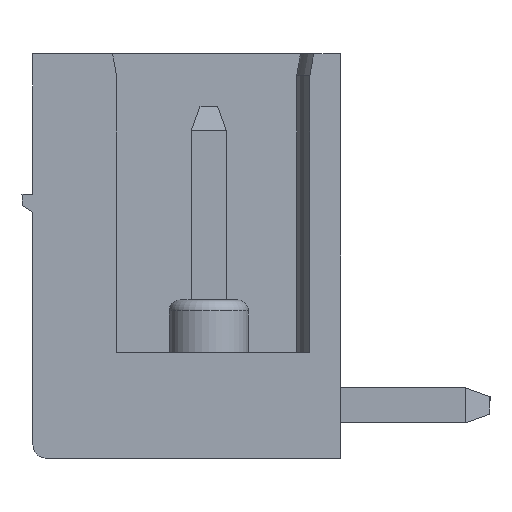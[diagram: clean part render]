
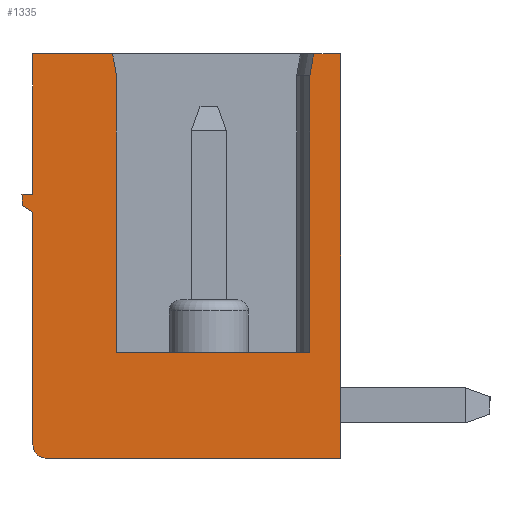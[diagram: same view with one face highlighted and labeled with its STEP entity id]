
A CAD part, left-side view. The second image highlights one B-rep face of the part: STEP entity #1335.
In plain terms, the highlighted planar face has unit normal (-1, 0, 0).
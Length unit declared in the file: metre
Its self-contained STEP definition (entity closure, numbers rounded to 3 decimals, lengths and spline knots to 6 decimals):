
#1335=ADVANCED_FACE('',(#2854),#2855,.F.);
#2854=FACE_OUTER_BOUND('',#4533,.T.);
#2855=PLANE('',#4534);
#4533=EDGE_LOOP('',(#8472,#8473,#8474,#8475,#8476,#8477,#8478,#8479,#8480,#8481,#8482,#8483,#8484,#8485,#8486));
#4534=AXIS2_PLACEMENT_3D('',#8487,#8488,#8489);
#8472=ORIENTED_EDGE('',*,*,#11497,.T.);
#8473=ORIENTED_EDGE('',*,*,#11498,.F.);
#8474=ORIENTED_EDGE('',*,*,#11499,.F.);
#8475=ORIENTED_EDGE('',*,*,#10187,.F.);
#8476=ORIENTED_EDGE('',*,*,#11485,.T.);
#8477=ORIENTED_EDGE('',*,*,#11493,.T.);
#8478=ORIENTED_EDGE('',*,*,#11500,.F.);
#8479=ORIENTED_EDGE('',*,*,#11501,.T.);
#8480=ORIENTED_EDGE('',*,*,#11502,.F.);
#8481=ORIENTED_EDGE('',*,*,#10173,.F.);
#8482=ORIENTED_EDGE('',*,*,#11503,.F.);
#8483=ORIENTED_EDGE('',*,*,#11504,.F.);
#8484=ORIENTED_EDGE('',*,*,#11505,.F.);
#8485=ORIENTED_EDGE('',*,*,#11506,.F.);
#8486=ORIENTED_EDGE('',*,*,#11507,.F.);
#8487=CARTESIAN_POINT('',(-1.086627,0.01086,0.000933));
#8488=DIRECTION('',(1.0,0.0,0.0));
#8489=DIRECTION('',(0.0,1.0,-0.0));
#10173=EDGE_CURVE('',#12224,#12226,#12227,.T.);
#10187=EDGE_CURVE('',#12252,#12192,#12254,.T.);
#11485=EDGE_CURVE('',#12252,#14179,#14180,.T.);
#11493=EDGE_CURVE('',#14179,#14191,#14192,.T.);
#11497=EDGE_CURVE('',#14197,#14198,#14199,.F.);
#11498=EDGE_CURVE('',#14200,#14198,#14201,.T.);
#11499=EDGE_CURVE('',#12192,#14200,#14202,.T.);
#11500=EDGE_CURVE('',#14203,#14191,#14204,.T.);
#11501=EDGE_CURVE('',#14203,#14205,#14206,.T.);
#11502=EDGE_CURVE('',#12226,#14205,#14207,.T.);
#11503=EDGE_CURVE('',#14208,#12224,#14209,.T.);
#11504=EDGE_CURVE('',#14210,#14208,#14211,.T.);
#11505=EDGE_CURVE('',#14212,#14210,#14213,.T.);
#11506=EDGE_CURVE('',#14214,#14212,#14215,.T.);
#11507=EDGE_CURVE('',#14197,#14214,#14216,.T.);
#12192=VERTEX_POINT('',#15166);
#12224=VERTEX_POINT('',#15213);
#12226=VERTEX_POINT('',#15216);
#12227=LINE('',#15217,#15218);
#12252=VERTEX_POINT('',#15254);
#12254=LINE('',#15257,#15258);
#14179=VERTEX_POINT('',#18107);
#14180=LINE('',#18108,#18109);
#14191=VERTEX_POINT('',#18127);
#14192=LINE('',#18128,#18129);
#14197=VERTEX_POINT('',#18136);
#14198=VERTEX_POINT('',#18137);
#14199=CIRCLE('',#18138,0.0003);
#14200=VERTEX_POINT('',#18139);
#14201=LINE('',#18140,#18141);
#14202=LINE('',#18142,#18143);
#14203=VERTEX_POINT('',#18144);
#14204=LINE('',#18145,#18146);
#14205=VERTEX_POINT('',#18147);
#14206=LINE('',#18148,#18149);
#14207=LINE('',#18150,#18151);
#14208=VERTEX_POINT('',#18152);
#14209=LINE('',#18153,#18154);
#14210=VERTEX_POINT('',#18155);
#14211=LINE('',#18156,#18157);
#14212=VERTEX_POINT('',#18158);
#14213=LINE('',#18159,#18160);
#14214=VERTEX_POINT('',#18161);
#14215=LINE('',#18162,#18163);
#14216=LINE('',#18164,#18165);
#15166=CARTESIAN_POINT('',(-1.086627,0.00386,0.000933));
#15213=CARTESIAN_POINT('',(-1.086627,0.01086,0.000933));
#15216=CARTESIAN_POINT('',(-1.086627,0.009048,0.000933));
#15217=CARTESIAN_POINT('',(-1.086627,0.00386,0.000933));
#15218=VECTOR('',#19220,1.0);
#15254=CARTESIAN_POINT('',(-1.086627,0.004471,0.000933));
#15257=CARTESIAN_POINT('',(-1.086627,0.00386,0.000933));
#15258=VECTOR('',#19236,1.0);
#18107=CARTESIAN_POINT('',(-1.086627,0.00456,0.000433));
#18108=CARTESIAN_POINT('',(-1.086627,0.005565,-0.005267));
#18109=VECTOR('',#20272,1.0);
#18127=CARTESIAN_POINT('',(-1.086627,0.00456,-0.005867));
#18128=CARTESIAN_POINT('',(-1.086627,0.00456,-0.005567));
#18129=VECTOR('',#20277,1.0);
#18136=CARTESIAN_POINT('',(-1.086627,0.01086,-0.007967));
#18137=CARTESIAN_POINT('',(-1.086627,0.01056,-0.008267));
#18138=AXIS2_PLACEMENT_3D('',#20280,#20281,#20282);
#18139=CARTESIAN_POINT('',(-1.086627,0.00386,-0.008267));
#18140=CARTESIAN_POINT('',(-1.086627,0.01056,-0.008267));
#18141=VECTOR('',#20283,1.0);
#18142=CARTESIAN_POINT('',(-1.086627,0.00386,-0.008267));
#18143=VECTOR('',#20284,1.0);
#18144=CARTESIAN_POINT('',(-1.086627,0.00896,-0.005867));
#18145=CARTESIAN_POINT('',(-1.086627,0.00386,-0.005867));
#18146=VECTOR('',#20285,1.0);
#18147=CARTESIAN_POINT('',(-1.086627,0.00896,0.000433));
#18148=CARTESIAN_POINT('',(-1.086627,0.00896,-0.005567));
#18149=VECTOR('',#20286,1.0);
#18150=CARTESIAN_POINT('',(-1.086627,0.009048,0.000933));
#18151=VECTOR('',#20287,1.0);
#18152=CARTESIAN_POINT('',(-1.086627,0.01086,-0.002267));
#18153=CARTESIAN_POINT('',(-1.086627,0.01086,0.000933));
#18154=VECTOR('',#20288,1.0);
#18155=CARTESIAN_POINT('',(-1.086627,0.01111,-0.002267));
#18156=CARTESIAN_POINT('',(-1.086627,0.01086,-0.002267));
#18157=VECTOR('',#20289,1.0);
#18158=CARTESIAN_POINT('',(-1.086627,0.01111,-0.002517));
#18159=CARTESIAN_POINT('',(-1.086627,0.01111,-0.002267));
#18160=VECTOR('',#20290,1.0);
#18161=CARTESIAN_POINT('',(-1.086627,0.01086,-0.002667));
#18162=CARTESIAN_POINT('',(-1.086627,0.01111,-0.002517));
#18163=VECTOR('',#20291,1.0);
#18164=CARTESIAN_POINT('',(-1.086627,0.01086,-0.002667));
#18165=VECTOR('',#20292,1.0);
#19220=DIRECTION('',(0.0,-1.0,0.));
#19236=DIRECTION('',(0.0,-1.0,0.));
#20272=DIRECTION('',(0.0,0.174,-0.985));
#20277=DIRECTION('',(0.0,0.,-1.0));
#20280=CARTESIAN_POINT('',(-1.086627,0.01056,-0.007967));
#20281=DIRECTION('',(1.0,0.0,0.0));
#20282=DIRECTION('',(0.0,0.0,-1.0));
#20283=DIRECTION('',(0.0,1.0,0.));
#20284=DIRECTION('',(0.0,0.,-1.0));
#20285=DIRECTION('',(0.0,-1.0,0.));
#20286=DIRECTION('',(0.0,0.,1.0));
#20287=DIRECTION('',(0.0,-0.174,-0.985));
#20288=DIRECTION('',(0.0,0.,1.0));
#20289=DIRECTION('',(0.0,-1.0,0.));
#20290=DIRECTION('',(0.0,0.,1.0));
#20291=DIRECTION('',(0.0,0.857,0.514));
#20292=DIRECTION('',(0.0,0.,1.0));
